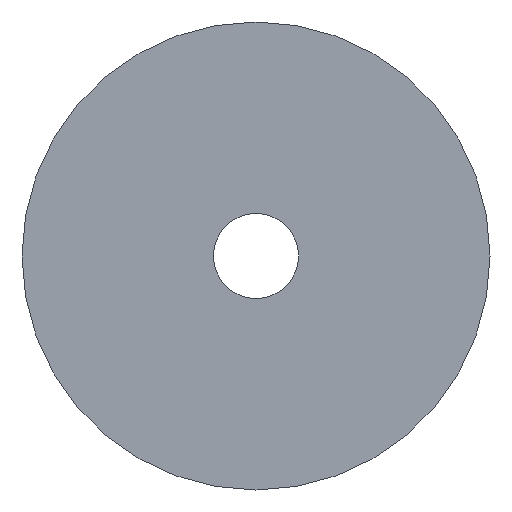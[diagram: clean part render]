
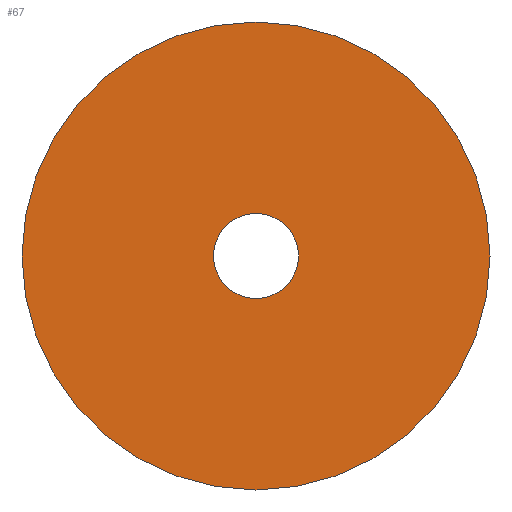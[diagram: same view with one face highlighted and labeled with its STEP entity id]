
A CAD part, front view. The second image highlights one B-rep face of the part: STEP entity #67.
In plain terms, the highlighted planar face has unit normal (0, -1, 0).
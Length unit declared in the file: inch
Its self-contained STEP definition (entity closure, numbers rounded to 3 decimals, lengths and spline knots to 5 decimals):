
#15=PLANE($,#80);
#21=FACE_BOUND($,#34,.T.);
#22=FACE_BOUND($,#35,.T.);
#34=EDGE_LOOP($,(#59));
#35=EDGE_LOOP($,(#60));
#36=CIRCLE($,#72,0.06);
#40=CIRCLE($,#79,0.33);
#41=VERTEX_POINT($,#105);
#45=VERTEX_POINT($,#116);
#46=EDGE_CURVE($,#41,#41,#36,.T.);
#50=EDGE_CURVE($,#45,#45,#40,.T.);
#59=ORIENTED_EDGE($,*,*,#46,.T.);
#60=ORIENTED_EDGE($,*,*,#50,.T.);
#67=ADVANCED_FACE($,(#21,#22),#15,.T.);
#72=AXIS2_PLACEMENT_3D($,#106,#85,#86);
#79=AXIS2_PLACEMENT_3D($,#117,#99,#100);
#80=AXIS2_PLACEMENT_3D($,#118,#101,#102);
#85=DIRECTION('center_axis',(0.,1.,0.));
#86=DIRECTION('ref_axis',(-1.,0.,0.));
#99=DIRECTION('center_axis',(0.,-1.,0.));
#100=DIRECTION('ref_axis',(1.,0.,0.));
#101=DIRECTION('center_axis',(0.,-1.,0.));
#102=DIRECTION('ref_axis',(0.,0.,-1.));
#105=CARTESIAN_POINT('',(0.06,0.,0.));
#106=CARTESIAN_POINT('Origin',(0.,0.,0.));
#116=CARTESIAN_POINT('',(0.33,0.,0.));
#117=CARTESIAN_POINT('Origin',(0.,0.,
0.));
#118=CARTESIAN_POINT('Origin',(0.,0.,0.));
